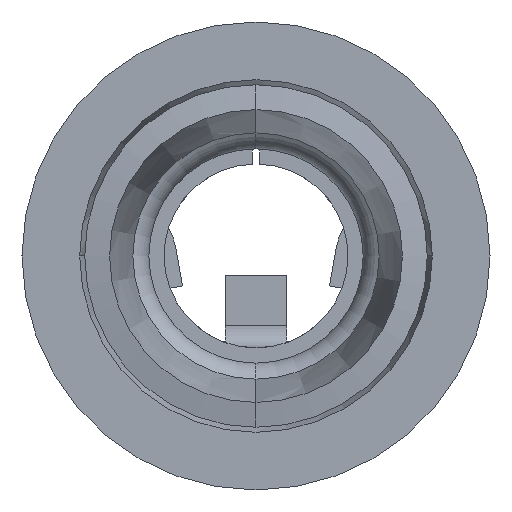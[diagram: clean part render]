
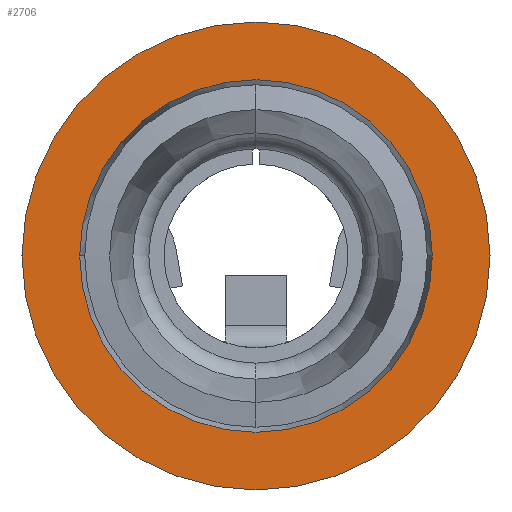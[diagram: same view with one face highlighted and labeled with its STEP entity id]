
A CAD part, front view. The second image highlights one B-rep face of the part: STEP entity #2706.
In plain terms, the highlighted planar face has unit normal (0, -1, 0).
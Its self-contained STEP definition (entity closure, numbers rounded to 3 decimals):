
#71 = CARTESIAN_POINT ( 'NONE',  ( -3.245, -13.29, 1.625 ) ) ;
#139 = CIRCLE ( 'NONE', #998, 3.245 ) ;
#158 = AXIS2_PLACEMENT_3D ( 'NONE', #208, #554, #496 ) ;
#208 = CARTESIAN_POINT ( 'NONE',  ( 0., -13.29, 1.625 ) ) ;
#230 = CIRCLE ( 'NONE', #3736, 2.445 ) ;
#239 = DIRECTION ( 'NONE',  ( 1., 0., 0. ) ) ;
#496 = DIRECTION ( 'NONE',  ( -1., 0., 0. ) ) ;
#554 = DIRECTION ( 'NONE',  ( 0., 1., 0. ) ) ;
#565 = CARTESIAN_POINT ( 'NONE',  ( 2.445, -13.29, 1.625 ) ) ;
#693 = DIRECTION ( 'NONE',  ( 1., 0., 0. ) ) ;
#955 = FACE_OUTER_BOUND ( 'NONE', #4444, .T. ) ;
#976 = ORIENTED_EDGE ( 'NONE', *, *, #3432, .T. ) ;
#998 = AXIS2_PLACEMENT_3D ( 'NONE', #3847, #2757, #2462 ) ;
#1157 = CARTESIAN_POINT ( 'NONE',  ( 3.245, -13.29, 1.625 ) ) ;
#1376 = CIRCLE ( 'NONE', #158, 3.245 ) ;
#1394 = CARTESIAN_POINT ( 'NONE',  ( 0., -13.29, 1.625 ) ) ;
#1599 = VERTEX_POINT ( 'NONE', #71 ) ;
#1611 = EDGE_CURVE ( 'NONE', #4497, #1707, #230, .T. ) ;
#1707 = VERTEX_POINT ( 'NONE', #2773 ) ;
#1924 = DIRECTION ( 'NONE',  ( 0., -1., 0. ) ) ;
#2133 = VERTEX_POINT ( 'NONE', #1157 ) ;
#2249 = AXIS2_PLACEMENT_3D ( 'NONE', #4039, #1924, #239 ) ;
#2412 = EDGE_LOOP ( 'NONE', ( #976, #2915 ) ) ;
#2462 = DIRECTION ( 'NONE',  ( -1., 0., 0. ) ) ;
#2496 = CIRCLE ( 'NONE', #2684, 2.445 ) ;
#2684 = AXIS2_PLACEMENT_3D ( 'NONE', #4233, #3182, #3551 ) ;
#2706 = ADVANCED_FACE ( 'NONE', ( #3676, #955 ), #2971, .T. ) ;
#2757 = DIRECTION ( 'NONE',  ( 0., 1., 0. ) ) ;
#2773 = CARTESIAN_POINT ( 'NONE',  ( -2.445, -13.29, 1.625 ) ) ;
#2915 = ORIENTED_EDGE ( 'NONE', *, *, #1611, .T. ) ;
#2969 = ORIENTED_EDGE ( 'NONE', *, *, #3909, .F. ) ;
#2971 = PLANE ( 'NONE',  #2249 ) ;
#3182 = DIRECTION ( 'NONE',  ( 0., 1., 0. ) ) ;
#3432 = EDGE_CURVE ( 'NONE', #1707, #4497, #2496, .T. ) ;
#3551 = DIRECTION ( 'NONE',  ( 1., 0., 0. ) ) ;
#3565 = ORIENTED_EDGE ( 'NONE', *, *, #4070, .F. ) ;
#3676 = FACE_BOUND ( 'NONE', #2412, .T. ) ;
#3736 = AXIS2_PLACEMENT_3D ( 'NONE', #1394, #4210, #693 ) ;
#3847 = CARTESIAN_POINT ( 'NONE',  ( 0., -13.29, 1.625 ) ) ;
#3909 = EDGE_CURVE ( 'NONE', #1599, #2133, #139, .T. ) ;
#4039 = CARTESIAN_POINT ( 'NONE',  ( -3.245, -13.29, 1.625 ) ) ;
#4070 = EDGE_CURVE ( 'NONE', #2133, #1599, #1376, .T. ) ;
#4210 = DIRECTION ( 'NONE',  ( 0., 1., 0. ) ) ;
#4233 = CARTESIAN_POINT ( 'NONE',  ( 0., -13.29, 1.625 ) ) ;
#4444 = EDGE_LOOP ( 'NONE', ( #2969, #3565 ) ) ;
#4497 = VERTEX_POINT ( 'NONE', #565 ) ;
